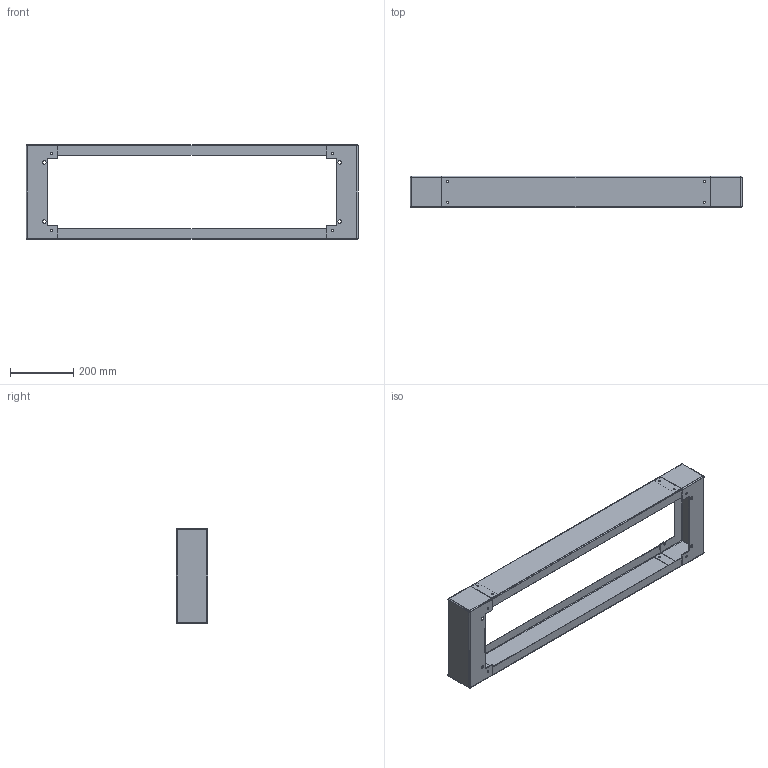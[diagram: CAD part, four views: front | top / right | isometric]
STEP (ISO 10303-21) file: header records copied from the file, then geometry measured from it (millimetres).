
FILE_DESCRIPTION(('STEP AP214'),'1');
FILE_NAME('cctmp_0A920DA5-6007-447A-87A9-2BCEF6D5EABD_2023_07_22_15_51_20_0689..stp','2023-07-22T13:51:21',('SIEMENS A&D'),('CADClick - www.CADClick.com'),'Spatial InterOp 3D postprocessed',' ','unknown authorization');
FILE_SCHEMA(('AUTOMOTIVE_DESIGN'));
Length unit declared in the file: millimetre
Products named in the file (9): cc_unnamed; 2023_07_22_15_51_20_0670; 2023_07_22_15_51_20_0666; 2023_07_22_15_51_20_0662; 2023_07_22_15_51_20_0658; 2023_07_22_15_51_20_0654; 2023_07_22_15_51_20_0650; 2023_07_22_15_51_20_0646; 2023_07_22_15_51_20_0643
Assembly tree (8 placements, depth 2):
  cc_unnamed
    2023_07_22_15_51_20_0670
    2023_07_22_15_51_20_0666
    2023_07_22_15_51_20_0662
    2023_07_22_15_51_20_0658
    2023_07_22_15_51_20_0654
    2023_07_22_15_51_20_0650
    2023_07_22_15_51_20_0646
    2023_07_22_15_51_20_0643
Bounding box: 1050 x 100 x 300 mm (x, y, z)
Volume: 762036.6 mm3; surface area: 909766.6 mm2
Topology: 8 solids, 8 shells, 192 faces, 496 edges, 304 vertices
Faces by surface type: cylinder 96, plane 80, sphere 16
Entity records: 6639 total; most frequent: DIRECTION 1074, CARTESIAN_POINT 985, ORIENTED_EDGE 960, EDGE_CURVE 480, AXIS2_PLACEMENT_3D 393, VERTEX_POINT 304, LINE 288, VECTOR 288
